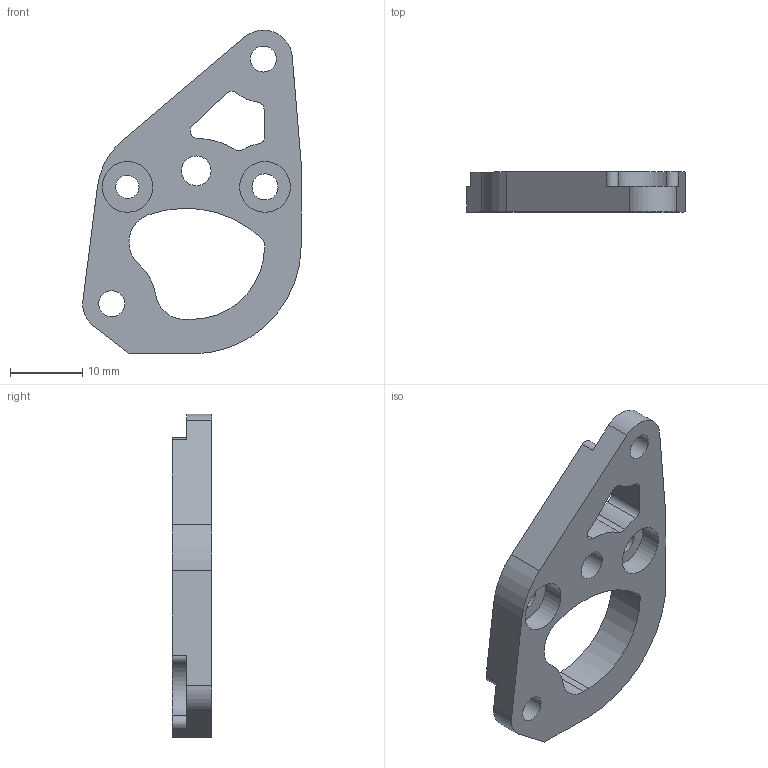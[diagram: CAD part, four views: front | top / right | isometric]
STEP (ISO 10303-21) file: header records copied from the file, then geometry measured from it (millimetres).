
FILE_DESCRIPTION(/* description */ (''),/* implementation_level */ '2;1');
FILE_NAME(/* name */ 'Extruder_adapter.step',/* time_stamp */ '2023-03-16T18:14:59+01:00',/* author */ (''),/* organization */ (''),/* preprocessor_version */ 'ST-DEVELOPER v19.2',/* originating_system */ 'Autodesk Translation Framework v11.17.0.187',/* authorisation */ '');
FILE_SCHEMA (('AUTOMOTIVE_DESIGN { 1 0 10303 214 3 1 1 }'));
Length unit declared in the file: millimetre
Products named in the file (1): CF_mod_v3
Bounding box: 30.17 x 5.5 x 44.72 mm (x, y, z)
Volume: 3436.3 mm3; surface area: 2848.4 mm2
Topology: 1 solids, 1 shells, 47 faces, 129 edges, 86 vertices
Faces by surface type: cylinder 31, plane 16
Full cylindrical faces by diameter (mm): 3.2 x1, 3.6 x3, 4.1 x1, 7 x2
Entity records: 1684 total; most frequent: DIRECTION 287, CARTESIAN_POINT 263, ORIENTED_EDGE 258, EDGE_CURVE 129, AXIS2_PLACEMENT_3D 110, VERTEX_POINT 86, LINE 67, VECTOR 67
